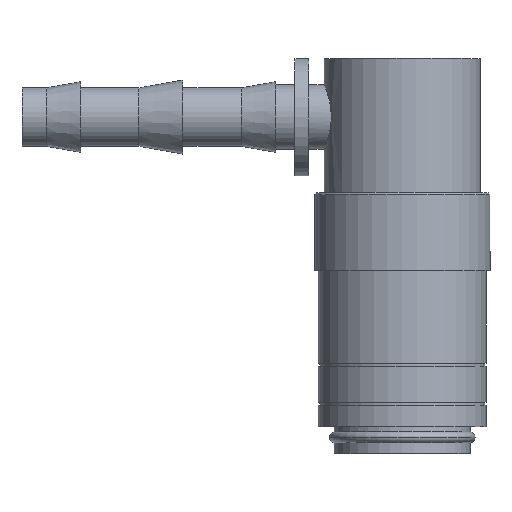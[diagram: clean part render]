
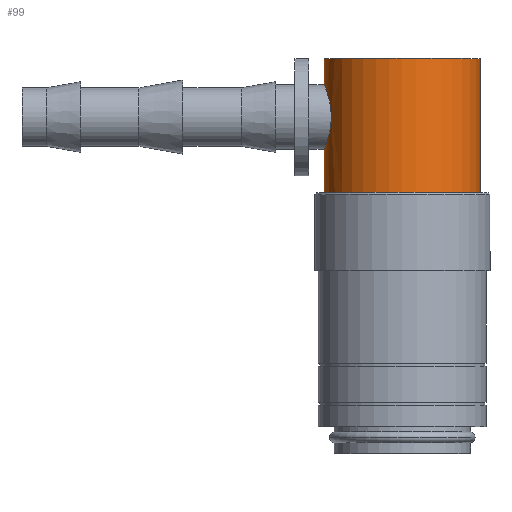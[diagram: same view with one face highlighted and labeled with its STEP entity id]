
A CAD part, top view. The second image highlights one B-rep face of the part: STEP entity #99.
In plain terms, the highlighted cylindrical face has radius 8 mm (diameter 16 mm), a partial arc.
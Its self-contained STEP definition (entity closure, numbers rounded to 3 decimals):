
#99=ADVANCED_FACE('',(#255),#256,.T.);
#255=FACE_OUTER_BOUND('',#478,.T.);
#256=CYLINDRICAL_SURFACE('',#479,8.0);
#478=EDGE_LOOP('',(#714,#715,#716,#717,#718,#719,#720));
#479=AXIS2_PLACEMENT_3D('',#721,#722,#723);
#714=ORIENTED_EDGE('',*,*,#1244,.T.);
#715=ORIENTED_EDGE('',*,*,#1245,.F.);
#716=ORIENTED_EDGE('',*,*,#1246,.T.);
#717=ORIENTED_EDGE('',*,*,#1247,.F.);
#718=ORIENTED_EDGE('',*,*,#1248,.F.);
#719=ORIENTED_EDGE('',*,*,#1249,.T.);
#720=ORIENTED_EDGE('',*,*,#1250,.F.);
#721=CARTESIAN_POINT('',(0.0,32.594,0.0));
#722=DIRECTION('',(-0.0,1.0,0.0));
#723=DIRECTION('',(1.0,0.0,0.0));
#1244=EDGE_CURVE('',#1461,#1462,#1463,.T.);
#1245=EDGE_CURVE('',#1464,#1462,#1465,.T.);
#1246=EDGE_CURVE('',#1464,#1466,#1467,.T.);
#1247=EDGE_CURVE('',#1468,#1466,#1469,.T.);
#1248=EDGE_CURVE('',#1470,#1468,#1471,.T.);
#1249=EDGE_CURVE('',#1470,#1472,#1473,.T.);
#1250=EDGE_CURVE('',#1461,#1472,#1474,.T.);
#1461=VERTEX_POINT('',#1756);
#1462=VERTEX_POINT('',#1757);
#1463=LINE('',#1758,#1759);
#1464=VERTEX_POINT('',#1760);
#1465=CIRCLE('',#1761,8.0);
#1466=VERTEX_POINT('',#1762);
#1467=LINE('',#1763,#1764);
#1468=VERTEX_POINT('',#1765);
#1469=B_SPLINE_CURVE_WITH_KNOTS('',3,(#1766,#1767,#1768,#1769,#1770,#1771,#1772,#1773,#1774,#1775,#1776,#1777,#1778,#1779,#1780,#1781,#1782,#1783),.UNSPECIFIED.,.F.,.F.,(4,2,2,2,2,2,2,2,4),(0.0,0.63,1.26,1.89,2.521,3.15,3.779,4.409,5.038),.UNSPECIFIED.);
#1470=VERTEX_POINT('',#1784);
#1471=B_SPLINE_CURVE_WITH_KNOTS('',3,(#1785,#1786,#1787,#1788,#1789,#1790,#1791,#1792,#1793,#1794,#1795,#1796,#1797,#1798,#1799,#1800,#1801,#1802),.UNSPECIFIED.,.F.,.F.,(4,2,2,2,2,2,2,2,4),(15.115,15.744,16.374,17.003,17.633,18.263,18.893,19.523,20.153),.UNSPECIFIED.);
#1472=VERTEX_POINT('',#1803);
#1473=LINE('',#1804,#1805);
#1474=CIRCLE('',#1806,8.0);
#1756=CARTESIAN_POINT('',(8.0,26.75,0.));
#1757=CARTESIAN_POINT('',(8.0,40.5,0.0));
#1758=CARTESIAN_POINT('',(8.0,32.594,0.));
#1759=VECTOR('',#2228,1.0);
#1760=CARTESIAN_POINT('',(-8.0,40.5,0.));
#1761=AXIS2_PLACEMENT_3D('',#2229,#2230,#2231);
#1762=CARTESIAN_POINT('',(-8.0,37.8,0.));
#1763=CARTESIAN_POINT('',(-8.0,32.594,0.));
#1764=VECTOR('',#2232,1.0);
#1765=CARTESIAN_POINT('',(-7.288,34.5,3.3));
#1766=CARTESIAN_POINT('',(-7.288,34.5,3.3));
#1767=CARTESIAN_POINT('',(-7.288,34.71,3.3));
#1768=CARTESIAN_POINT('',(-7.297,34.926,3.28));
#1769=CARTESIAN_POINT('',(-7.335,35.355,3.195));
#1770=CARTESIAN_POINT('',(-7.363,35.567,3.13));
#1771=CARTESIAN_POINT('',(-7.432,35.973,2.961));
#1772=CARTESIAN_POINT('',(-7.474,36.166,2.857));
#1773=CARTESIAN_POINT('',(-7.562,36.524,2.615));
#1774=CARTESIAN_POINT('',(-7.608,36.688,2.479));
#1775=CARTESIAN_POINT('',(-7.696,36.978,2.188));
#1776=CARTESIAN_POINT('',(-7.742,37.115,2.024));
#1777=CARTESIAN_POINT('',(-7.827,37.356,1.667));
#1778=CARTESIAN_POINT('',(-7.866,37.461,1.473));
#1779=CARTESIAN_POINT('',(-7.931,37.631,1.067));
#1780=CARTESIAN_POINT('',(-7.957,37.695,0.855));
#1781=CARTESIAN_POINT('',(-7.992,37.78,0.426));
#1782=CARTESIAN_POINT('',(-8.0,37.8,0.21));
#1783=CARTESIAN_POINT('',(-8.0,37.8,0.));
#1784=CARTESIAN_POINT('',(-8.0,31.2,0.));
#1785=CARTESIAN_POINT('',(-8.0,31.2,0.));
#1786=CARTESIAN_POINT('',(-8.0,31.2,0.21));
#1787=CARTESIAN_POINT('',(-7.992,31.22,0.426));
#1788=CARTESIAN_POINT('',(-7.957,31.305,0.855));
#1789=CARTESIAN_POINT('',(-7.931,31.369,1.067));
#1790=CARTESIAN_POINT('',(-7.866,31.539,1.473));
#1791=CARTESIAN_POINT('',(-7.827,31.644,1.667));
#1792=CARTESIAN_POINT('',(-7.742,31.885,2.024));
#1793=CARTESIAN_POINT('',(-7.696,32.022,2.188));
#1794=CARTESIAN_POINT('',(-7.608,32.312,2.479));
#1795=CARTESIAN_POINT('',(-7.562,32.476,2.615));
#1796=CARTESIAN_POINT('',(-7.474,32.834,2.857));
#1797=CARTESIAN_POINT('',(-7.432,33.027,2.961));
#1798=CARTESIAN_POINT('',(-7.363,33.433,3.13));
#1799=CARTESIAN_POINT('',(-7.335,33.645,3.195));
#1800=CARTESIAN_POINT('',(-7.297,34.074,3.28));
#1801=CARTESIAN_POINT('',(-7.288,34.29,3.3));
#1802=CARTESIAN_POINT('',(-7.288,34.5,3.3));
#1803=CARTESIAN_POINT('',(-8.0,26.75,0.));
#1804=CARTESIAN_POINT('',(-8.0,32.594,0.));
#1805=VECTOR('',#2233,1.0);
#1806=AXIS2_PLACEMENT_3D('',#2234,#2235,#2236);
#2228=DIRECTION('',(0.0,1.0,0.0));
#2229=CARTESIAN_POINT('',(0.0,40.5,0.0));
#2230=DIRECTION('',(-0.0,1.0,0.0));
#2231=DIRECTION('',(1.0,0.0,0.0));
#2232=DIRECTION('',(-0.0,-1.0,-0.0));
#2233=DIRECTION('',(-0.0,-1.0,-0.0));
#2234=CARTESIAN_POINT('',(0.0,26.75,0.0));
#2235=DIRECTION('',(0.0,-1.0,0.0));
#2236=DIRECTION('',(1.0,0.0,0.0));
